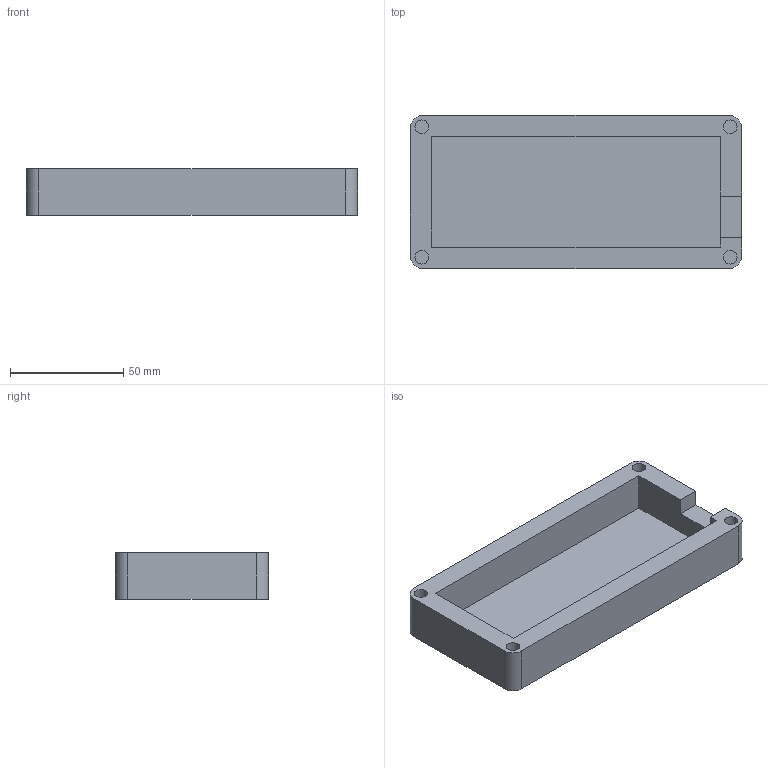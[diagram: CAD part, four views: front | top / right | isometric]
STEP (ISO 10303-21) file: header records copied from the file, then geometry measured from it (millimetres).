
FILE_DESCRIPTION(/* description */ ('STEP AP242','CAx-IF Rec.Pracs.---Representation and Presentation of Product Manufacturing Information (PMI)---4.0---2014-10-13','CAx-IF Rec.Pracs.---3D Tessellated Geometry---0.4---2014-09-14','2;1'),/* implementation_level */ '2;1');
FILE_NAME(/* name */ '684f03fcac0eff646604256e',/* time_stamp */ '2025-06-15T17:33:48Z',/* author */ (''),/* organization */ (''),/* preprocessor_version */ 'ST-DEVELOPER v20',/* originating_system */ 'ONSHAPE BY PTC INC, 1.199',/* authorisation */ ' ');
FILE_SCHEMA (('AP242_MANAGED_MODEL_BASED_3D_ENGINEERING_MIM_LF { 1 0 10303 442 1 1 4 }'));
Length unit declared in the file: metre
Products named in the file (6): Part 5; Part 1; Part 6; Part 4; Part 3; Part 2
Bounding box: 146.21 x 67.62 x 20.5 mm (x, y, z)
Volume: 91393.6 mm3; surface area: 38717.1 mm2
Topology: 6 solids, 6 shells, 39 faces, 84 edges, 56 vertices
Faces by surface type: plane 27, cylinder 12
Full cylindrical faces by diameter (mm): 6 x8
Entity records: 1469 total; most frequent: DIRECTION 190, CARTESIAN_POINT 177, ORIENTED_EDGE 152, EDGE_CURVE 76, AXIS2_PLACEMENT_3D 69, VERTEX_POINT 56, EDGE_LOOP 56, FACE_BOUND 56
